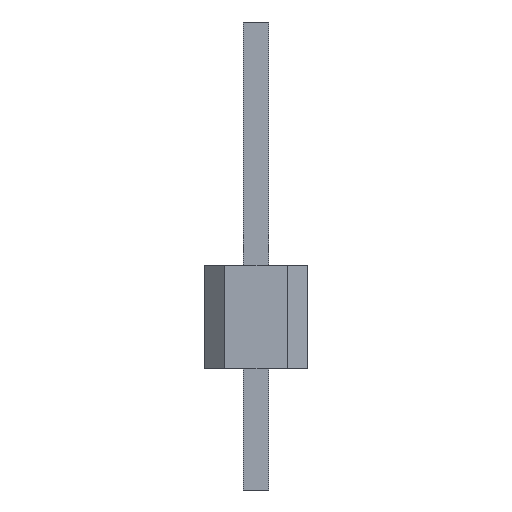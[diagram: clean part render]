
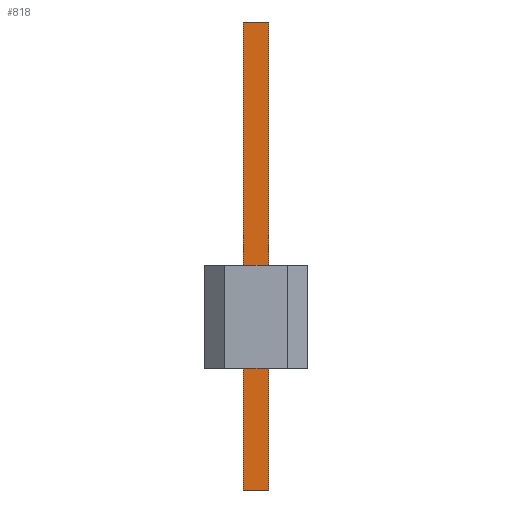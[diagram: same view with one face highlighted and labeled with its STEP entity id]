
A CAD part, left-side view. The second image highlights one B-rep face of the part: STEP entity #818.
In plain terms, the highlighted planar face has unit normal (-1, 0, 0).
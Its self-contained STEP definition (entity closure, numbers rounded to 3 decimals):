
#723 = EDGE_CURVE ( 'NONE', #822, #724, #3228, .T. ) ;
#724 = VERTEX_POINT ( 'NONE', #3224 ) ;
#725 = ORIENTED_EDGE ( 'NONE', *, *, #726, .F. ) ;
#726 = EDGE_CURVE ( 'NONE', #727, #822, #3223, .T. ) ;
#727 = VERTEX_POINT ( 'NONE', #3219 ) ;
#728 = ORIENTED_EDGE ( 'NONE', *, *, #729, .T. ) ;
#729 = EDGE_CURVE ( 'NONE', #727, #730, #3218, .T. ) ;
#730 = VERTEX_POINT ( 'NONE', #3214 ) ;
#731 = ORIENTED_EDGE ( 'NONE', *, *, #824, .T. ) ;
#818 = ADVANCED_FACE ( 'NONE', ( #3498 ), #3497, .T. ) ;
#820 = EDGE_LOOP ( 'NONE', ( #821, #725, #728, #731 ) ) ;
#821 = ORIENTED_EDGE ( 'NONE', *, *, #723, .F. ) ;
#822 = VERTEX_POINT ( 'NONE', #3492 ) ;
#824 = EDGE_CURVE ( 'NONE', #730, #724, #3491, .T. ) ;
#3214 = CARTESIAN_POINT ( 'NONE',  ( -0.32, 0.32, 8.54 ) ) ;
#3215 = DIRECTION ( 'NONE',  ( 0., 1., 0. ) ) ;
#3216 = VECTOR ( 'NONE', #3215, 1000. ) ;
#3217 = CARTESIAN_POINT ( 'NONE',  ( -0.32, 0.32, 8.54 ) ) ;
#3218 = LINE ( 'NONE', #3217, #3216 ) ;
#3219 = CARTESIAN_POINT ( 'NONE',  ( -0.32, -0.32, 8.54 ) ) ;
#3220 = DIRECTION ( 'NONE',  ( 0., 0., -1. ) ) ;
#3221 = VECTOR ( 'NONE', #3220, 1000. ) ;
#3222 = CARTESIAN_POINT ( 'NONE',  ( -0.32, -0.32, 8.54 ) ) ;
#3223 = LINE ( 'NONE', #3222, #3221 ) ;
#3224 = CARTESIAN_POINT ( 'NONE',  ( -0.32, 0.32, -3. ) ) ;
#3225 = DIRECTION ( 'NONE',  ( 0., 1., 0. ) ) ;
#3226 = VECTOR ( 'NONE', #3225, 1000. ) ;
#3227 = CARTESIAN_POINT ( 'NONE',  ( -0.32, 0.32, -3. ) ) ;
#3228 = LINE ( 'NONE', #3227, #3226 ) ;
#3491 = LINE ( 'NONE', #3551, #3550 ) ;
#3492 = CARTESIAN_POINT ( 'NONE',  ( -0.32, -0.32, -3. ) ) ;
#3493 = DIRECTION ( 'NONE',  ( 0., -1., 0. ) ) ;
#3494 = DIRECTION ( 'NONE',  ( -1., 0., 0. ) ) ;
#3495 = CARTESIAN_POINT ( 'NONE',  ( -0.32, 0.32, 8.54 ) ) ;
#3496 = AXIS2_PLACEMENT_3D ( 'NONE', #3495, #3494, #3493 ) ;
#3497 = PLANE ( 'NONE',  #3496 ) ;
#3498 = FACE_OUTER_BOUND ( 'NONE', #820, .T. ) ;
#3549 = DIRECTION ( 'NONE',  ( 0., 0., -1. ) ) ;
#3550 = VECTOR ( 'NONE', #3549, 1000. ) ;
#3551 = CARTESIAN_POINT ( 'NONE',  ( -0.32, 0.32, 8.54 ) ) ;
